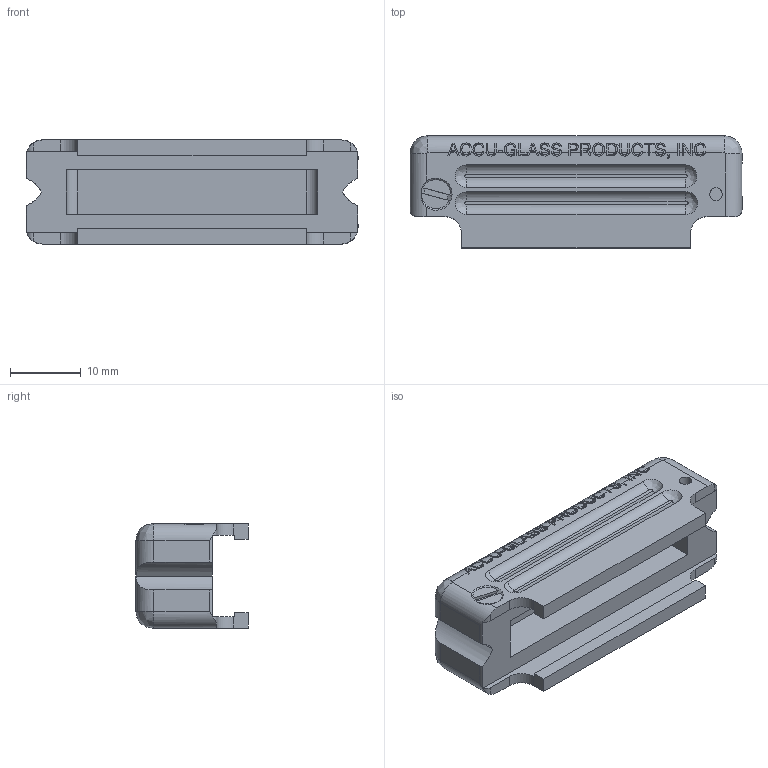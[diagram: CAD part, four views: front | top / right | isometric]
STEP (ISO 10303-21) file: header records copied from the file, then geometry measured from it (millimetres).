
FILE_DESCRIPTION (( 'STEP AP203' ), '1' );
FILE_NAME ('100465 ACCU-GLASS PRODUCTS, INC.STEP', '2010-08-19T23:02:54', ( ' ' ), ( ' ' ), 'SwSTEP 2.0', 'SolidWorks 2006004', '' );
FILE_SCHEMA (( 'CONFIG_CONTROL_DESIGN' ));
Length unit declared in the file: inch
Products named in the file (1): 100465 ACCU-GLASS PRODUCTS, INC
Bounding box: 46.99 x 15.88 x 14.73 mm (x, y, z)
Volume: 6298.8 mm3; surface area: 4116.6 mm2
Topology: 1 solids, 1 shells, 483 faces, 1398 edges, 932 vertices
Faces by surface type: bspline 228, plane 199, cylinder 48, cone 8
Entity records: 19402 total; most frequent: CARTESIAN_POINT 8346, ORIENTED_EDGE 2796, DIRECTION 1453, EDGE_CURVE 1398, VERTEX_POINT 932, VECTOR 703, LINE 703, B_SPLINE_CURVE_WITH_KNOTS 544
